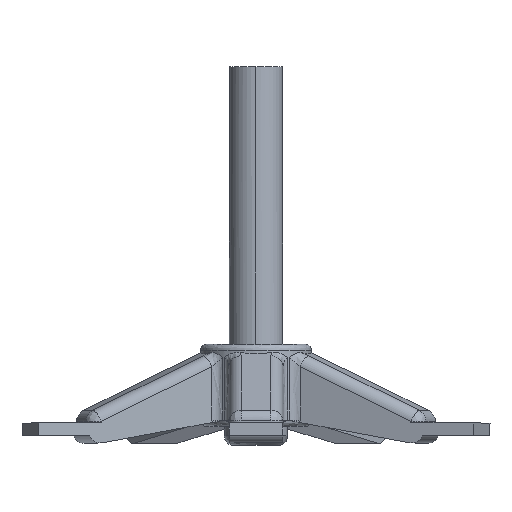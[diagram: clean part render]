
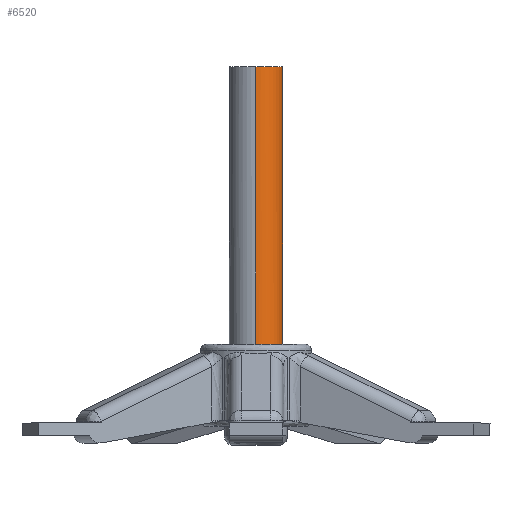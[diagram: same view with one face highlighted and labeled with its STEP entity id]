
A CAD part, top view. The second image highlights one B-rep face of the part: STEP entity #6520.
In plain terms, the highlighted cylindrical face has radius 8.414 mm (diameter 16.828 mm), a partial arc.
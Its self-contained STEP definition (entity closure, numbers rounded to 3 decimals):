
#418 = CARTESIAN_POINT ( 'NONE',  ( 7.148, 12., 4.446 ) ) ;
#468 = CARTESIAN_POINT ( 'NONE',  ( 7.786, 12., -3.226 ) ) ;
#513 = CARTESIAN_POINT ( 'NONE',  ( 6.687, 12., -5.137 ) ) ;
#557 = CARTESIAN_POINT ( 'NONE',  ( 8.36, 12., -1.098 ) ) ;
#605 = CARTESIAN_POINT ( 'NONE',  ( 5.558, 12., 6.341 ) ) ;
#1040 = AXIS2_PLACEMENT_3D ( 'NONE', #6669, #2496, #3039 ) ;
#1119 = CARTESIAN_POINT ( 'NONE',  ( 0., 100., -8.414 ) ) ;
#1121 = CARTESIAN_POINT ( 'NONE',  ( 2.176, 12., -8.132 ) ) ;
#1166 = CARTESIAN_POINT ( 'NONE',  ( 6.691, 12., 5.13 ) ) ;
#1176 = VECTOR ( 'NONE', #3810, 1000. ) ;
#1301 = CARTESIAN_POINT ( 'NONE',  ( 7.986, 12., 2.707 ) ) ;
#1323 = VERTEX_POINT ( 'NONE', #3467 ) ;
#1458 = VERTEX_POINT ( 'NONE', #2913 ) ;
#1811 = CARTESIAN_POINT ( 'NONE',  ( 8.401, 12., 0.547 ) ) ;
#1853 = CARTESIAN_POINT ( 'NONE',  ( 5.132, 12., 6.69 ) ) ;
#1899 = CARTESIAN_POINT ( 'NONE',  ( 8.414, 12., 0.271 ) ) ;
#1997 = CARTESIAN_POINT ( 'NONE',  ( 2.704, 12., -7.972 ) ) ;
#2311 = ORIENTED_EDGE ( 'NONE', *, *, #8213, .F. ) ;
#2489 = EDGE_CURVE ( 'NONE', #4167, #1458, #4665, .T. ) ;
#2496 = DIRECTION ( 'NONE',  ( 0., 1., 0. ) ) ;
#2514 = CARTESIAN_POINT ( 'NONE',  ( 3.474, 12., 7.668 ) ) ;
#2559 = CARTESIAN_POINT ( 'NONE',  ( 7.551, 12., -3.722 ) ) ;
#2602 = CARTESIAN_POINT ( 'NONE',  ( 0.549, 12., 8.414 ) ) ;
#2618 = CARTESIAN_POINT ( 'NONE',  ( 0., 100., 8.414 ) ) ;
#2775 = DIRECTION ( 'NONE',  ( 0., 0., -1. ) ) ;
#2913 = CARTESIAN_POINT ( 'NONE',  ( 0., 12., 8.414 ) ) ;
#3039 = DIRECTION ( 'NONE',  ( 0., 0., 1. ) ) ;
#3088 = AXIS2_PLACEMENT_3D ( 'NONE', #4171, #8464, #2775 ) ;
#3249 = CARTESIAN_POINT ( 'NONE',  ( 4.215, 12., -7.303 ) ) ;
#3284 = EDGE_CURVE ( 'NONE', #5842, #1323, #7245, .T. ) ;
#3297 = CARTESIAN_POINT ( 'NONE',  ( 7.971, 12., -2.709 ) ) ;
#3467 = CARTESIAN_POINT ( 'NONE',  ( 0., 100., -8.414 ) ) ;
#3715 = ORIENTED_EDGE ( 'NONE', *, *, #7642, .T. ) ;
#3810 = DIRECTION ( 'NONE',  ( 0., -1., 0. ) ) ;
#3945 = CARTESIAN_POINT ( 'NONE',  ( 2.967, 12., -7.878 ) ) ;
#3994 = CARTESIAN_POINT ( 'NONE',  ( 3.727, 12., 7.549 ) ) ;
#4131 = CARTESIAN_POINT ( 'NONE',  ( 7.67, 12., 3.471 ) ) ;
#4167 = VERTEX_POINT ( 'NONE', #8615 ) ;
#4171 = CARTESIAN_POINT ( 'NONE',  ( 0., 100., 0. ) ) ;
#4595 = LINE ( 'NONE', #1119, #1176 ) ;
#4635 = CARTESIAN_POINT ( 'NONE',  ( 2.185, 12., 8.144 ) ) ;
#4665 = B_SPLINE_CURVE_WITH_KNOTS ( 'NONE', 3,
 ( #8292, #6818, #5331, #5510, #1121, #1997, #3945, #6082, #3249, #6911, #5465, #4771, #513, #7464, #8891, #2559, #468, #3297, #5374, #6866, #557, #6212, #1899, #1811, #4818, #8198, #7650, #1301, #4131, #4682, #6035, #418, #1166, #6954, #605, #1853, #7510, #8848, #3994, #2514, #6131, #4635, #8932, #2602, #5419 ),
 .UNSPECIFIED., .F., .F.,
 ( 4, 2, 2, 2, 2, 2, 2, 2, 1, 2, 2, 2, 2, 2, 2, 2, 2, 2, 2, 2, 2, 2, 4 ),
 ( 0., 0.002, 0.002, 0.003, 0.005, 0.007, 0.008, 0.009, 0.01, 0.011, 0.012, 0.013, 0.014, 0.015, 0.016, 0.017, 0.018, 0.02, 0.021, 0.022, 0.023, 0.025, 0.026 ),
 .UNSPECIFIED. ) ;
#4682 = CARTESIAN_POINT ( 'NONE',  ( 7.55, 12., 3.723 ) ) ;
#4771 = CARTESIAN_POINT ( 'NONE',  ( 6.339, 12., -5.56 ) ) ;
#4818 = CARTESIAN_POINT ( 'NONE',  ( 8.347, 12., 1.098 ) ) ;
#5331 = CARTESIAN_POINT ( 'NONE',  ( 1.103, 12., -8.359 ) ) ;
#5374 = CARTESIAN_POINT ( 'NONE',  ( 8.131, 12., -2.182 ) ) ;
#5419 = CARTESIAN_POINT ( 'NONE',  ( 0., 12., 8.414 ) ) ;
#5465 = CARTESIAN_POINT ( 'NONE',  ( 5.563, 12., -6.337 ) ) ;
#5510 = CARTESIAN_POINT ( 'NONE',  ( 1.909, 12., -8.199 ) ) ;
#5641 = CYLINDRICAL_SURFACE ( 'NONE', #3088, 8.414 ) ;
#5842 = VERTEX_POINT ( 'NONE', #7997 ) ;
#6035 = CARTESIAN_POINT ( 'NONE',  ( 7.29, 12., 4.211 ) ) ;
#6050 = LINE ( 'NONE', #2618, #8273 ) ;
#6082 = CARTESIAN_POINT ( 'NONE',  ( 3.731, 12., -7.561 ) ) ;
#6131 = CARTESIAN_POINT ( 'NONE',  ( 2.71, 12., 7.985 ) ) ;
#6212 = CARTESIAN_POINT ( 'NONE',  ( 8.414, 12., -0.552 ) ) ;
#6258 = EDGE_LOOP ( 'NONE', ( #8200, #3715, #6649, #2311 ) ) ;
#6346 = FACE_OUTER_BOUND ( 'NONE', #6258, .T. ) ;
#6520 = ADVANCED_FACE ( 'NONE', ( #6346 ), #5641, .T. ) ;
#6649 = ORIENTED_EDGE ( 'NONE', *, *, #2489, .F. ) ;
#6669 = CARTESIAN_POINT ( 'NONE',  ( 0., 100., 0. ) ) ;
#6818 = CARTESIAN_POINT ( 'NONE',  ( 0.556, 12., -8.414 ) ) ;
#6866 = CARTESIAN_POINT ( 'NONE',  ( 8.198, 12., -1.912 ) ) ;
#6911 = CARTESIAN_POINT ( 'NONE',  ( 5.129, 12., -6.692 ) ) ;
#6954 = CARTESIAN_POINT ( 'NONE',  ( 6.344, 12., 5.555 ) ) ;
#7245 = CIRCLE ( 'NONE', #1040, 8.414 ) ;
#7464 = CARTESIAN_POINT ( 'NONE',  ( 7.148, 12., -4.447 ) ) ;
#7510 = CARTESIAN_POINT ( 'NONE',  ( 4.449, 12., 7.147 ) ) ;
#7642 = EDGE_CURVE ( 'NONE', #5842, #1458, #6050, .T. ) ;
#7650 = CARTESIAN_POINT ( 'NONE',  ( 8.145, 12., 2.182 ) ) ;
#7997 = CARTESIAN_POINT ( 'NONE',  ( 0., 100., 8.414 ) ) ;
#8166 = DIRECTION ( 'NONE',  ( 0., -1., 0. ) ) ;
#8198 = CARTESIAN_POINT ( 'NONE',  ( 8.306, 12., 1.373 ) ) ;
#8200 = ORIENTED_EDGE ( 'NONE', *, *, #3284, .F. ) ;
#8213 = EDGE_CURVE ( 'NONE', #1323, #4167, #4595, .T. ) ;
#8273 = VECTOR ( 'NONE', #8166, 1000. ) ;
#8292 = CARTESIAN_POINT ( 'NONE',  ( 0., 12., -8.414 ) ) ;
#8464 = DIRECTION ( 'NONE',  ( 0., -1., 0. ) ) ;
#8615 = CARTESIAN_POINT ( 'NONE',  ( 0., 12., -8.414 ) ) ;
#8848 = CARTESIAN_POINT ( 'NONE',  ( 4.213, 12., 7.288 ) ) ;
#8891 = CARTESIAN_POINT ( 'NONE',  ( 7.292, 12., -4.208 ) ) ;
#8932 = CARTESIAN_POINT ( 'NONE',  ( 1.107, 12., 8.359 ) ) ;
